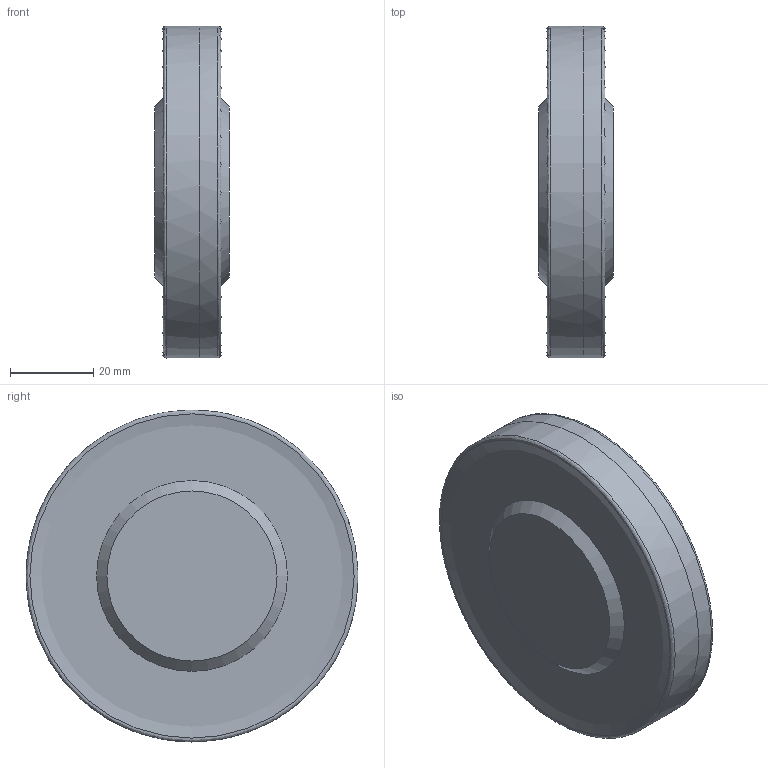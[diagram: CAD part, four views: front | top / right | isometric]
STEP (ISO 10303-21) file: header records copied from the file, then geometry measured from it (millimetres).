
FILE_DESCRIPTION(/* description */ (''),/* implementation_level */ '2;1');
FILE_NAME(/* name */ 'ASDM-CC09-D80x14-d27-Z08.stp',/* time_stamp */ '2023-10-05T14:45:33+03:00',/* author */ (''),/* organization */ (''),/* preprocessor_version */ 'ST-DEVELOPER v19.4',/* originating_system */ 'SIEMENS PLM Software NX2306.5001',/* authorisation */ '');
FILE_SCHEMA (('AUTOMOTIVE_DESIGN { 1 0 10303 214 3 1 1 1 }'));
Length unit declared in the file: millimetre
Products named in the file (1): ASDM-CC09-D80x14-d27-Z08-LIGHT_x_t_objects
Bounding box: 18 x 80 x 80 mm (x, y, z)
Volume: 97731.4 mm3; surface area: 22771.3 mm2
Topology: 2 solids, 2 shells, 23 faces, 55 edges, 36 vertices
Faces by surface type: revolution 14, plane 4, torus 2, cone 2, cylinder 1
Full cylindrical faces by diameter (mm): 79 x1
Entity records: 546 total; most frequent: DIRECTION 96, CARTESIAN_POINT 88, EDGE_LOOP 44, ORIENTED_EDGE 44, FACE_BOUND 42, AXIS2_PLACEMENT_3D 37, CIRCLE 27, ADVANCED_FACE 23
